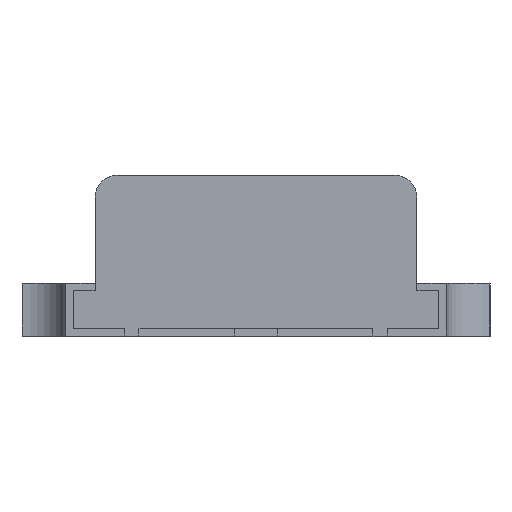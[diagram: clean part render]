
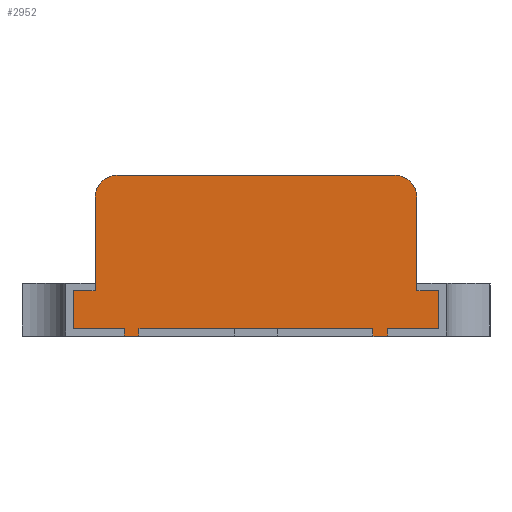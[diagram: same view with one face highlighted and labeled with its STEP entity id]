
A CAD part, top view. The second image highlights one B-rep face of the part: STEP entity #2952.
In plain terms, the highlighted planar face has unit normal (0, 0, 1).
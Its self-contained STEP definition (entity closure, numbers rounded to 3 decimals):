
#20 = EDGE_CURVE ( 'NONE', #1102, #4319, #5602, .T. ) ;
#123 = VECTOR ( 'NONE', #3156, 1000. ) ;
#159 = LINE ( 'NONE', #5954, #3272 ) ;
#188 = CARTESIAN_POINT ( 'NONE',  ( 0.625, 0.025, 0.75 ) ) ;
#209 = DIRECTION ( 'NONE',  ( 0., 0., -1. ) ) ;
#250 = EDGE_CURVE ( 'NONE', #5230, #775, #1739, .T. ) ;
#255 = CARTESIAN_POINT ( 'NONE',  ( 0., 0., 0.75 ) ) ;
#274 = CARTESIAN_POINT ( 'NONE',  ( -0.625, 0.025, 0.75 ) ) ;
#300 = LINE ( 'NONE', #5137, #5212 ) ;
#321 = ORIENTED_EDGE ( 'NONE', *, *, #1389, .F. ) ;
#369 = DIRECTION ( 'NONE',  ( 0., 0., -1. ) ) ;
#404 = CARTESIAN_POINT ( 'NONE',  ( -0.65, 0.025, 0.75 ) ) ;
#463 = VERTEX_POINT ( 'NONE', #4309 ) ;
#502 = CARTESIAN_POINT ( 'NONE',  ( 0., 0.025, 0.75 ) ) ;
#547 = EDGE_CURVE ( 'NONE', #4413, #3892, #4806, .T. ) ;
#607 = EDGE_CURVE ( 'NONE', #2023, #4821, #5130, .T. ) ;
#649 = DIRECTION ( 'NONE',  ( 1., 0., 0. ) ) ;
#655 = LINE ( 'NONE', #404, #4676 ) ;
#674 = VECTOR ( 'NONE', #5496, 1000. ) ;
#720 = ORIENTED_EDGE ( 'NONE', *, *, #1850, .T. ) ;
#747 = DIRECTION ( 'NONE',  ( 0., -1., 0. ) ) ;
#775 = VERTEX_POINT ( 'NONE', #2498 ) ;
#790 = EDGE_LOOP ( 'NONE', ( #4515, #842, #4059, #5597, #5251, #3083, #2920, #4132, #3375, #321, #720, #2411, #5320, #4163, #1863, #3149, #1578, #1680 ) ) ;
#797 = CARTESIAN_POINT ( 'NONE',  ( -0.45, 0.025, 0.75 ) ) ;
#831 = LINE ( 'NONE', #3099, #674 ) ;
#842 = ORIENTED_EDGE ( 'NONE', *, *, #607, .F. ) ;
#882 = CARTESIAN_POINT ( 'NONE',  ( 0.4, 0.025, 0.75 ) ) ;
#886 = CARTESIAN_POINT ( 'NONE',  ( -0.65, 0.155, 0.75 ) ) ;
#919 = VECTOR ( 'NONE', #5471, 1000. ) ;
#934 = CARTESIAN_POINT ( 'NONE',  ( 0.45, 0., 0.75 ) ) ;
#1102 = VERTEX_POINT ( 'NONE', #4657 ) ;
#1170 = EDGE_CURVE ( 'NONE', #2309, #4413, #4544, .T. ) ;
#1171 = CARTESIAN_POINT ( 'NONE',  ( 0.475, 0.475, 0.75 ) ) ;
#1176 = LINE ( 'NONE', #882, #6078 ) ;
#1205 = CARTESIAN_POINT ( 'NONE',  ( 0.65, 0.155, 0.75 ) ) ;
#1237 = CARTESIAN_POINT ( 'NONE',  ( 0., 0.18, 0.75 ) ) ;
#1282 = CIRCLE ( 'NONE', #1946, 0.075 ) ;
#1298 = CARTESIAN_POINT ( 'NONE',  ( 0.625, 0.025, 0.75 ) ) ;
#1346 = DIRECTION ( 'NONE',  ( 1., 0., 0. ) ) ;
#1362 = DIRECTION ( 'NONE',  ( -1., 0., 0. ) ) ;
#1389 = EDGE_CURVE ( 'NONE', #2028, #5917, #5213, .T. ) ;
#1491 = EDGE_CURVE ( 'NONE', #2545, #3892, #3042, .T. ) ;
#1540 = CARTESIAN_POINT ( 'NONE',  ( -0.625, 0.155, 0.75 ) ) ;
#1578 = ORIENTED_EDGE ( 'NONE', *, *, #20, .F. ) ;
#1588 = DIRECTION ( 'NONE',  ( 0., 1., 0. ) ) ;
#1647 = VECTOR ( 'NONE', #3226, 1000. ) ;
#1680 = ORIENTED_EDGE ( 'NONE', *, *, #2756, .F. ) ;
#1684 = CARTESIAN_POINT ( 'NONE',  ( -0.45, 0.025, 0.75 ) ) ;
#1739 = LINE ( 'NONE', #2720, #2329 ) ;
#1760 = CARTESIAN_POINT ( 'NONE',  ( -0.475, 0.475, 0.75 ) ) ;
#1850 = EDGE_CURVE ( 'NONE', #2028, #5682, #300, .T. ) ;
#1863 = ORIENTED_EDGE ( 'NONE', *, *, #2650, .F. ) ;
#1875 = VERTEX_POINT ( 'NONE', #3307 ) ;
#1946 = AXIS2_PLACEMENT_3D ( 'NONE', #1171, #209, #4063 ) ;
#2006 = LINE ( 'NONE', #886, #1647 ) ;
#2023 = VERTEX_POINT ( 'NONE', #5451 ) ;
#2028 = VERTEX_POINT ( 'NONE', #2605 ) ;
#2127 = DIRECTION ( 'NONE',  ( 0., 1., 0. ) ) ;
#2162 = EDGE_CURVE ( 'NONE', #4319, #6128, #831, .T. ) ;
#2163 = LINE ( 'NONE', #1205, #5080 ) ;
#2309 = VERTEX_POINT ( 'NONE', #1684 ) ;
#2329 = VECTOR ( 'NONE', #5679, 1000. ) ;
#2411 = ORIENTED_EDGE ( 'NONE', *, *, #4725, .T. ) ;
#2417 = DIRECTION ( 'NONE',  ( 0., -1., 0. ) ) ;
#2498 = CARTESIAN_POINT ( 'NONE',  ( 0.55, 0.155, 0.75 ) ) ;
#2508 = LINE ( 'NONE', #188, #6012 ) ;
#2545 = VERTEX_POINT ( 'NONE', #3470 ) ;
#2588 = VECTOR ( 'NONE', #747, 1000. ) ;
#2605 = CARTESIAN_POINT ( 'NONE',  ( 0.45, 0.025, 0.75 ) ) ;
#2650 = EDGE_CURVE ( 'NONE', #6128, #5230, #1282, .T. ) ;
#2674 = VECTOR ( 'NONE', #2417, 1000. ) ;
#2675 = EDGE_CURVE ( 'NONE', #775, #3752, #2163, .T. ) ;
#2720 = CARTESIAN_POINT ( 'NONE',  ( 0.55, 0.18, 0.75 ) ) ;
#2746 = VECTOR ( 'NONE', #649, 1000. ) ;
#2756 = EDGE_CURVE ( 'NONE', #4949, #1102, #159, .T. ) ;
#2880 = CARTESIAN_POINT ( 'NONE',  ( -0.4, 0., 0.75 ) ) ;
#2920 = ORIENTED_EDGE ( 'NONE', *, *, #5125, .F. ) ;
#2952 = ADVANCED_FACE ( 'NONE', ( #5447 ), #5056, .F. ) ;
#2959 = CARTESIAN_POINT ( 'NONE',  ( 0.475, 0.55, 0.75 ) ) ;
#2972 = CARTESIAN_POINT ( 'NONE',  ( 0.55, 0.475, 0.75 ) ) ;
#3042 = LINE ( 'NONE', #5295, #2674 ) ;
#3083 = ORIENTED_EDGE ( 'NONE', *, *, #1491, .F. ) ;
#3099 = CARTESIAN_POINT ( 'NONE',  ( -0.475, 0.55, 0.75 ) ) ;
#3149 = ORIENTED_EDGE ( 'NONE', *, *, #2162, .F. ) ;
#3156 = DIRECTION ( 'NONE',  ( 0., 1., 0. ) ) ;
#3160 = EDGE_CURVE ( 'NONE', #4821, #4949, #2006, .T. ) ;
#3226 = DIRECTION ( 'NONE',  ( 1., 0., 0. ) ) ;
#3234 = DIRECTION ( 'NONE',  ( 0., -1., 0. ) ) ;
#3272 = VECTOR ( 'NONE', #2127, 1000. ) ;
#3284 = DIRECTION ( 'NONE',  ( 1., 0., 0. ) ) ;
#3302 = CARTESIAN_POINT ( 'NONE',  ( -0.45, 0., 0.75 ) ) ;
#3307 = CARTESIAN_POINT ( 'NONE',  ( 0.4, 0., 0.75 ) ) ;
#3375 = ORIENTED_EDGE ( 'NONE', *, *, #4130, .T. ) ;
#3470 = CARTESIAN_POINT ( 'NONE',  ( -0.4, 0.025, 0.75 ) ) ;
#3548 = CARTESIAN_POINT ( 'NONE',  ( -0.475, 0.55, 0.75 ) ) ;
#3752 = VERTEX_POINT ( 'NONE', #4712 ) ;
#3806 = AXIS2_PLACEMENT_3D ( 'NONE', #1760, #369, #5118 ) ;
#3892 = VERTEX_POINT ( 'NONE', #2880 ) ;
#4009 = LINE ( 'NONE', #255, #2746 ) ;
#4038 = CARTESIAN_POINT ( 'NONE',  ( -0.55, 0.155, 0.75 ) ) ;
#4059 = ORIENTED_EDGE ( 'NONE', *, *, #4404, .T. ) ;
#4063 = DIRECTION ( 'NONE',  ( -1., 0., 0. ) ) ;
#4130 = EDGE_CURVE ( 'NONE', #1875, #5917, #4009, .T. ) ;
#4132 = ORIENTED_EDGE ( 'NONE', *, *, #4398, .T. ) ;
#4163 = ORIENTED_EDGE ( 'NONE', *, *, #250, .F. ) ;
#4309 = CARTESIAN_POINT ( 'NONE',  ( 0.4, 0.025, 0.75 ) ) ;
#4319 = VERTEX_POINT ( 'NONE', #3548 ) ;
#4398 = EDGE_CURVE ( 'NONE', #463, #1875, #1176, .T. ) ;
#4404 = EDGE_CURVE ( 'NONE', #2023, #2309, #655, .T. ) ;
#4413 = VERTEX_POINT ( 'NONE', #3302 ) ;
#4515 = ORIENTED_EDGE ( 'NONE', *, *, #3160, .F. ) ;
#4537 = DIRECTION ( 'NONE',  ( 1., 0., 0. ) ) ;
#4544 = LINE ( 'NONE', #797, #5507 ) ;
#4594 = AXIS2_PLACEMENT_3D ( 'NONE', #1237, #5536, #5902 ) ;
#4657 = CARTESIAN_POINT ( 'NONE',  ( -0.55, 0.475, 0.75 ) ) ;
#4676 = VECTOR ( 'NONE', #1346, 1000. ) ;
#4712 = CARTESIAN_POINT ( 'NONE',  ( 0.625, 0.155, 0.75 ) ) ;
#4725 = EDGE_CURVE ( 'NONE', #5682, #3752, #2508, .T. ) ;
#4806 = LINE ( 'NONE', #5919, #919 ) ;
#4821 = VERTEX_POINT ( 'NONE', #1540 ) ;
#4949 = VERTEX_POINT ( 'NONE', #4038 ) ;
#4951 = LINE ( 'NONE', #502, #5976 ) ;
#5056 = PLANE ( 'NONE',  #4594 ) ;
#5080 = VECTOR ( 'NONE', #4537, 1000. ) ;
#5118 = DIRECTION ( 'NONE',  ( -1., 0., 0. ) ) ;
#5125 = EDGE_CURVE ( 'NONE', #463, #2545, #4951, .T. ) ;
#5130 = LINE ( 'NONE', #274, #123 ) ;
#5137 = CARTESIAN_POINT ( 'NONE',  ( 0.65, 0.025, 0.75 ) ) ;
#5212 = VECTOR ( 'NONE', #3284, 1000. ) ;
#5213 = LINE ( 'NONE', #5903, #2588 ) ;
#5230 = VERTEX_POINT ( 'NONE', #2972 ) ;
#5251 = ORIENTED_EDGE ( 'NONE', *, *, #547, .T. ) ;
#5295 = CARTESIAN_POINT ( 'NONE',  ( -0.4, 0.025, 0.75 ) ) ;
#5320 = ORIENTED_EDGE ( 'NONE', *, *, #2675, .F. ) ;
#5447 = FACE_OUTER_BOUND ( 'NONE', #790, .T. ) ;
#5451 = CARTESIAN_POINT ( 'NONE',  ( -0.625, 0.025, 0.75 ) ) ;
#5471 = DIRECTION ( 'NONE',  ( 1., 0., 0. ) ) ;
#5496 = DIRECTION ( 'NONE',  ( 1., 0., 0. ) ) ;
#5507 = VECTOR ( 'NONE', #5556, 1000. ) ;
#5536 = DIRECTION ( 'NONE',  ( 0., 0., -1. ) ) ;
#5556 = DIRECTION ( 'NONE',  ( 0., -1., 0. ) ) ;
#5597 = ORIENTED_EDGE ( 'NONE', *, *, #1170, .T. ) ;
#5602 = CIRCLE ( 'NONE', #3806, 0.075 ) ;
#5679 = DIRECTION ( 'NONE',  ( 0., -1., 0. ) ) ;
#5682 = VERTEX_POINT ( 'NONE', #1298 ) ;
#5902 = DIRECTION ( 'NONE',  ( -1., 0., 0. ) ) ;
#5903 = CARTESIAN_POINT ( 'NONE',  ( 0.45, 0.025, 0.75 ) ) ;
#5917 = VERTEX_POINT ( 'NONE', #934 ) ;
#5919 = CARTESIAN_POINT ( 'NONE',  ( 0., 0., 0.75 ) ) ;
#5954 = CARTESIAN_POINT ( 'NONE',  ( -0.55, 0.18, 0.75 ) ) ;
#5976 = VECTOR ( 'NONE', #1362, 1000. ) ;
#6012 = VECTOR ( 'NONE', #1588, 1000. ) ;
#6078 = VECTOR ( 'NONE', #3234, 1000. ) ;
#6128 = VERTEX_POINT ( 'NONE', #2959 ) ;
